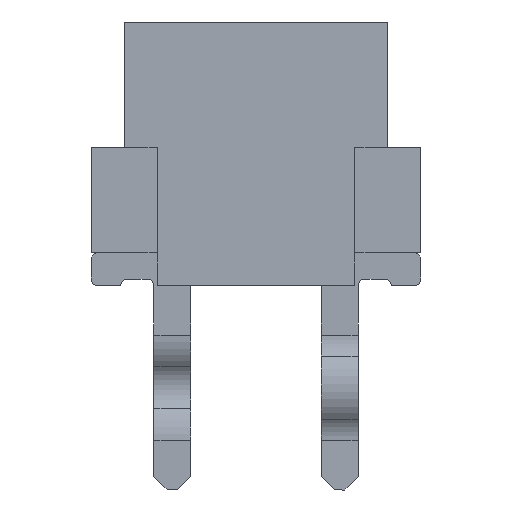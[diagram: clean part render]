
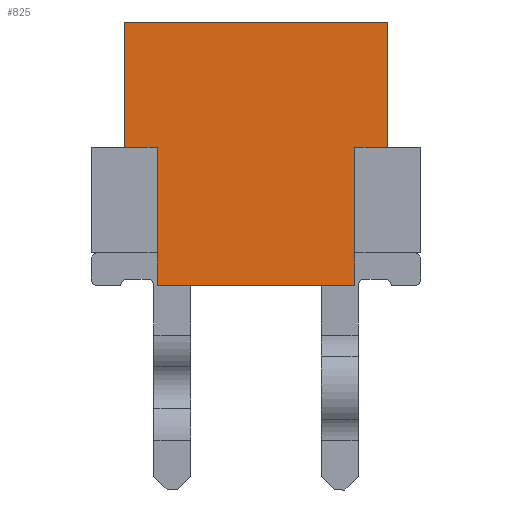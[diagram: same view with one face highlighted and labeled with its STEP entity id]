
A CAD part, left-side view. The second image highlights one B-rep face of the part: STEP entity #825.
In plain terms, the highlighted planar face has unit normal (-1, 0, 0).
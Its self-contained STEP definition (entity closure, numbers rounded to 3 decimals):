
#825 = ADVANCED_FACE( '', ( #1977 ), #1978, .F. );
#1977 = FACE_OUTER_BOUND( '', #3557, .T. );
#1978 = PLANE( '', #3558 );
#3557 = EDGE_LOOP( '', ( #5473, #5474, #5475, #5476, #5477, #5478, #5479, #5480, #5481, #5482 ) );
#3558 = AXIS2_PLACEMENT_3D( '', #5483, #5484, #5485 );
#5473 = ORIENTED_EDGE( '', *, *, #10278, .F. );
#5474 = ORIENTED_EDGE( '', *, *, #10279, .F. );
#5475 = ORIENTED_EDGE( '', *, *, #10280, .F. );
#5476 = ORIENTED_EDGE( '', *, *, #10281, .F. );
#5477 = ORIENTED_EDGE( '', *, *, #10282, .F. );
#5478 = ORIENTED_EDGE( '', *, *, #10283, .F. );
#5479 = ORIENTED_EDGE( '', *, *, #10134, .F. );
#5480 = ORIENTED_EDGE( '', *, *, #10284, .F. );
#5481 = ORIENTED_EDGE( '', *, *, #10285, .F. );
#5482 = ORIENTED_EDGE( '', *, *, #10286, .F. );
#5483 = CARTESIAN_POINT( '', ( -10.425, 0., 0. ) );
#5484 = DIRECTION( '', ( 1., 0., 0. ) );
#5485 = DIRECTION( '', ( 0., 0., -1. ) );
#10134 = EDGE_CURVE( '', #12275, #12276, #12277, .T. );
#10278 = EDGE_CURVE( '', #12531, #12532, #12533, .T. );
#10279 = EDGE_CURVE( '', #12534, #12531, #12535, .T. );
#10280 = EDGE_CURVE( '', #12536, #12534, #12537, .T. );
#10281 = EDGE_CURVE( '', #12538, #12536, #12539, .T. );
#10282 = EDGE_CURVE( '', #12540, #12538, #12541, .T. );
#10283 = EDGE_CURVE( '', #12276, #12540, #12542, .T. );
#10284 = EDGE_CURVE( '', #12543, #12275, #12544, .T. );
#10285 = EDGE_CURVE( '', #12545, #12543, #12546, .T. );
#10286 = EDGE_CURVE( '', #12532, #12545, #12547, .T. );
#12275 = VERTEX_POINT( '', #15387 );
#12276 = VERTEX_POINT( '', #15388 );
#12277 = LINE( '', #15389, #15390 );
#12531 = VERTEX_POINT( '', #15763 );
#12532 = VERTEX_POINT( '', #15764 );
#12533 = LINE( '', #15765, #15766 );
#12534 = VERTEX_POINT( '', #15767 );
#12535 = LINE( '', #15768, #15769 );
#12536 = VERTEX_POINT( '', #15770 );
#12537 = LINE( '', #15771, #15772 );
#12538 = VERTEX_POINT( '', #15773 );
#12539 = LINE( '', #15774, #15775 );
#12540 = VERTEX_POINT( '', #15776 );
#12541 = LINE( '', #15777, #15778 );
#12542 = LINE( '', #15779, #15780 );
#12543 = VERTEX_POINT( '', #15781 );
#12544 = LINE( '', #15782, #15783 );
#12545 = VERTEX_POINT( '', #15784 );
#12546 = LINE( '', #15785, #15786 );
#12547 = LINE( '', #15787, #15788 );
#15387 = CARTESIAN_POINT( '', ( -10.425, 1.5, -1.6 ) );
#15388 = CARTESIAN_POINT( '', ( -10.425, 1.5, 0. ) );
#15389 = CARTESIAN_POINT( '', ( -10.425, 1.5, -2.1 ) );
#15390 = VECTOR( '', #19456, 1000. );
#15763 = CARTESIAN_POINT( '', ( -10.425, -1.5, 0. ) );
#15764 = CARTESIAN_POINT( '', ( -10.425, -1.5, -1.6 ) );
#15765 = CARTESIAN_POINT( '', ( -10.425, -1.5, 0. ) );
#15766 = VECTOR( '', #19576, 1000. );
#15767 = CARTESIAN_POINT( '', ( -10.425, -2., 0. ) );
#15768 = CARTESIAN_POINT( '', ( -10.425, -2., 0. ) );
#15769 = VECTOR( '', #19577, 1000. );
#15770 = CARTESIAN_POINT( '', ( -10.425, -2., 1.9 ) );
#15771 = CARTESIAN_POINT( '', ( -10.425, -2., 1.9 ) );
#15772 = VECTOR( '', #19578, 1000. );
#15773 = CARTESIAN_POINT( '', ( -10.425, 2., 1.9 ) );
#15774 = CARTESIAN_POINT( '', ( -10.425, 2., 1.9 ) );
#15775 = VECTOR( '', #19579, 1000. );
#15776 = CARTESIAN_POINT( '', ( -10.425, 2., 0. ) );
#15777 = CARTESIAN_POINT( '', ( -10.425, 2., 0. ) );
#15778 = VECTOR( '', #19580, 1000. );
#15779 = CARTESIAN_POINT( '', ( -10.425, 1.5, 0. ) );
#15780 = VECTOR( '', #19581, 1000. );
#15781 = CARTESIAN_POINT( '', ( -10.425, 1.5, -2.1 ) );
#15782 = CARTESIAN_POINT( '', ( -10.425, 1.5, -2.1 ) );
#15783 = VECTOR( '', #19582, 1000. );
#15784 = CARTESIAN_POINT( '', ( -10.425, -1.5, -2.1 ) );
#15785 = CARTESIAN_POINT( '', ( -10.425, -1.5, -2.1 ) );
#15786 = VECTOR( '', #19583, 1000. );
#15787 = CARTESIAN_POINT( '', ( -10.425, -1.5, 0. ) );
#15788 = VECTOR( '', #19584, 1000. );
#19456 = DIRECTION( '', ( 0., 0., 1. ) );
#19576 = DIRECTION( '', ( 0., 0., -1. ) );
#19577 = DIRECTION( '', ( 0., 1., 0. ) );
#19578 = DIRECTION( '', ( 0., 0., -1. ) );
#19579 = DIRECTION( '', ( 0., -1., 0. ) );
#19580 = DIRECTION( '', ( 0., 0., 1. ) );
#19581 = DIRECTION( '', ( 0., 1., 0. ) );
#19582 = DIRECTION( '', ( 0., 0., 1. ) );
#19583 = DIRECTION( '', ( 0., 1., 0. ) );
#19584 = DIRECTION( '', ( 0., 0., -1. ) );
